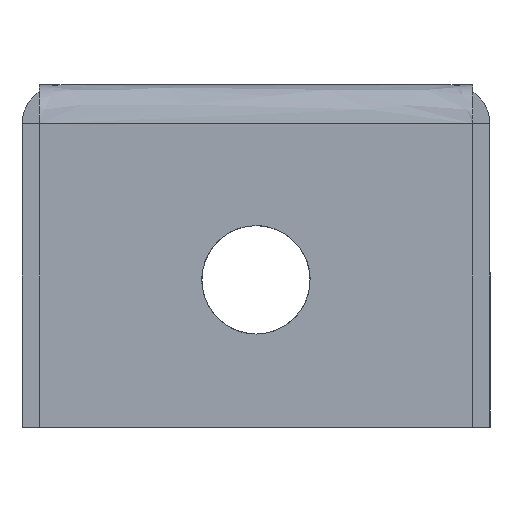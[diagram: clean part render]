
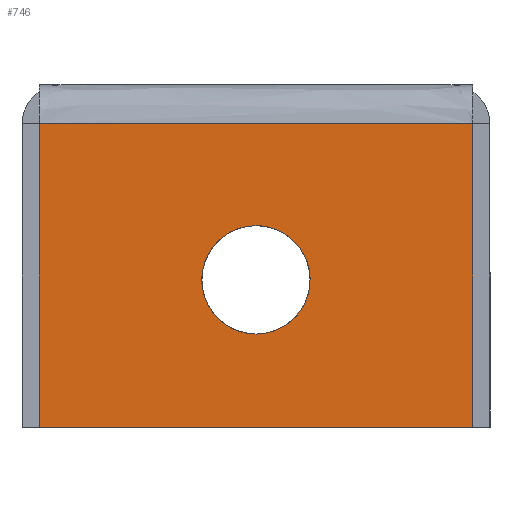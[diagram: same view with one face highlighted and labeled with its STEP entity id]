
A CAD part, left-side view. The second image highlights one B-rep face of the part: STEP entity #746.
In plain terms, the highlighted free-form (B-spline) face has degree [1, 1] with [2, 2] control points.
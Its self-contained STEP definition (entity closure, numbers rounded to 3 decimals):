
#23 = VERTEX_POINT ( 'NONE', #1207 ) ;
#25 = EDGE_CURVE ( 'NONE', #2075, #984, #584, .T. ) ;
#48 = ORIENTED_EDGE ( 'NONE', *, *, #1605, .F. ) ;
#97 = EDGE_CURVE ( 'NONE', #1379, #984, #854, .T. ) ;
#100 = VERTEX_POINT ( 'NONE', #1875 ) ;
#107 = CARTESIAN_POINT ( 'NONE',  ( -373., 14.645, -65. ) ) ;
#133 = CARTESIAN_POINT ( 'NONE',  ( -373., 0., -65. ) ) ;
#243 = FACE_OUTER_BOUND ( 'NONE', #613, .T. ) ;
#271 = EDGE_CURVE ( 'NONE', #23, #1379, #392, .T. ) ;
#392 = B_SPLINE_CURVE_WITH_KNOTS ( 'NONE', 1,
 ( #1216, #1572 ),
 .UNSPECIFIED., .F., .F.,
 ( 2, 2 ),
 ( 0., 1. ),
 .UNSPECIFIED. ) ;
#432 = CARTESIAN_POINT ( 'NONE',  ( -373., 0., -115. ) ) ;
#467 = EDGE_CURVE ( 'NONE', #100, #1889, #625, .T. ) ;
#584 = B_SPLINE_CURVE_WITH_KNOTS ( 'NONE', 1,
 ( #1520, #686 ),
 .UNSPECIFIED., .F., .F.,
 ( 2, 2 ),
 ( 0., 1. ),
 .UNSPECIFIED. ) ;
#613 = EDGE_LOOP ( 'NONE', ( #1033, #2170, #925, #1513 ) ) ;
#625 =( BOUNDED_CURVE ( )  B_SPLINE_CURVE ( 3, ( #2011, #1131, #1000, #1988 ),
 .UNSPECIFIED., .F., .T. ) 
 B_SPLINE_CURVE_WITH_KNOTS ( ( 4, 4 ),
 ( -3.142, 0. ),
 .UNSPECIFIED. ) 
 CURVE ( )  GEOMETRIC_REPRESENTATION_ITEM ( )  RATIONAL_B_SPLINE_CURVE ( ( 1., 0.333, 0.333, 1. ) ) 
 REPRESENTATION_ITEM ( '' )  );
#666 = CARTESIAN_POINT ( 'NONE',  ( -373., 100., -158. ) ) ;
#686 = CARTESIAN_POINT ( 'NONE',  ( -373., 100., -18. ) ) ;
#746 = ADVANCED_FACE ( 'NONE', ( #1074, #243 ), #1633, .F. ) ;
#776 = CARTESIAN_POINT ( 'NONE',  ( -373., 25., -104.645 ) ) ;
#794 = EDGE_LOOP ( 'NONE', ( #1652, #48 ) ) ;
#821 =( BOUNDED_CURVE ( )  B_SPLINE_CURVE ( 3, ( #1977, #107, #1100, #1306, #776, #1149, #432 ),
 .UNSPECIFIED., .F., .T. ) 
 B_SPLINE_CURVE_WITH_KNOTS ( ( 4, 3, 4 ),
 ( -3.142, -1.571, 0. ),
 .UNSPECIFIED. ) 
 CURVE ( )  GEOMETRIC_REPRESENTATION_ITEM ( )  RATIONAL_B_SPLINE_CURVE ( ( 1., 0.805, 0.805, 1., 0.805, 0.805, 1. ) ) 
 REPRESENTATION_ITEM ( '' )  );
#854 = B_SPLINE_CURVE_WITH_KNOTS ( 'NONE', 1,
 ( #666, #1712 ),
 .UNSPECIFIED., .F., .F.,
 ( 2, 2 ),
 ( 0., 1. ),
 .UNSPECIFIED. ) ;
#867 = CARTESIAN_POINT ( 'NONE',  ( -373., 100., -18. ) ) ;
#925 = ORIENTED_EDGE ( 'NONE', *, *, #271, .F. ) ;
#926 = CARTESIAN_POINT ( 'NONE',  ( -373., -100., -18. ) ) ;
#930 = B_SPLINE_CURVE_WITH_KNOTS ( 'NONE', 1,
 ( #1263, #1915 ),
 .UNSPECIFIED., .F., .F.,
 ( 2, 2 ),
 ( 0., 1. ),
 .UNSPECIFIED. ) ;
#934 = CARTESIAN_POINT ( 'NONE',  ( -373., -100., -158. ) ) ;
#984 = VERTEX_POINT ( 'NONE', #867 ) ;
#1000 = CARTESIAN_POINT ( 'NONE',  ( -373., -50., -65. ) ) ;
#1033 = ORIENTED_EDGE ( 'NONE', *, *, #25, .T. ) ;
#1074 = FACE_BOUND ( 'NONE', #794, .T. ) ;
#1100 = CARTESIAN_POINT ( 'NONE',  ( -373., 25., -75.355 ) ) ;
#1102 = EDGE_CURVE ( 'NONE', #2075, #23, #930, .T. ) ;
#1131 = CARTESIAN_POINT ( 'NONE',  ( -373., -50., -115. ) ) ;
#1149 = CARTESIAN_POINT ( 'NONE',  ( -373., 14.645, -115. ) ) ;
#1207 = CARTESIAN_POINT ( 'NONE',  ( -373., -100., -158. ) ) ;
#1216 = CARTESIAN_POINT ( 'NONE',  ( -373., -100., -158. ) ) ;
#1263 = CARTESIAN_POINT ( 'NONE',  ( -373., -100., -18. ) ) ;
#1276 = CARTESIAN_POINT ( 'NONE',  ( -373., 100., -18. ) ) ;
#1306 = CARTESIAN_POINT ( 'NONE',  ( -373., 25., -90. ) ) ;
#1355 = CARTESIAN_POINT ( 'NONE',  ( -373., 100., -158. ) ) ;
#1379 = VERTEX_POINT ( 'NONE', #1355 ) ;
#1438 = CARTESIAN_POINT ( 'NONE',  ( -373., -100., -18. ) ) ;
#1451 = CARTESIAN_POINT ( 'NONE',  ( -373., 100., -158. ) ) ;
#1513 = ORIENTED_EDGE ( 'NONE', *, *, #1102, .F. ) ;
#1520 = CARTESIAN_POINT ( 'NONE',  ( -373., -100., -18. ) ) ;
#1572 = CARTESIAN_POINT ( 'NONE',  ( -373., 100., -158. ) ) ;
#1605 = EDGE_CURVE ( 'NONE', #1889, #100, #821, .T. ) ;
#1633 = B_SPLINE_SURFACE_WITH_KNOTS ( 'NONE', 1, 1, ( 
 ( #926, #1276 ),
 ( #934, #1451 ) ),
 .UNSPECIFIED., .F., .F., .F.,
 ( 2, 2 ),
 ( 2, 2 ),
 ( 0., 1. ),
 ( 0., 1. ),
 .UNSPECIFIED. ) ;
#1652 = ORIENTED_EDGE ( 'NONE', *, *, #467, .F. ) ;
#1712 = CARTESIAN_POINT ( 'NONE',  ( -373., 100., -18. ) ) ;
#1875 = CARTESIAN_POINT ( 'NONE',  ( -373., 0., -115. ) ) ;
#1889 = VERTEX_POINT ( 'NONE', #133 ) ;
#1915 = CARTESIAN_POINT ( 'NONE',  ( -373., -100., -158. ) ) ;
#1977 = CARTESIAN_POINT ( 'NONE',  ( -373., 0., -65. ) ) ;
#1988 = CARTESIAN_POINT ( 'NONE',  ( -373., 0., -65. ) ) ;
#2011 = CARTESIAN_POINT ( 'NONE',  ( -373., 0., -115. ) ) ;
#2075 = VERTEX_POINT ( 'NONE', #1438 ) ;
#2170 = ORIENTED_EDGE ( 'NONE', *, *, #97, .F. ) ;
